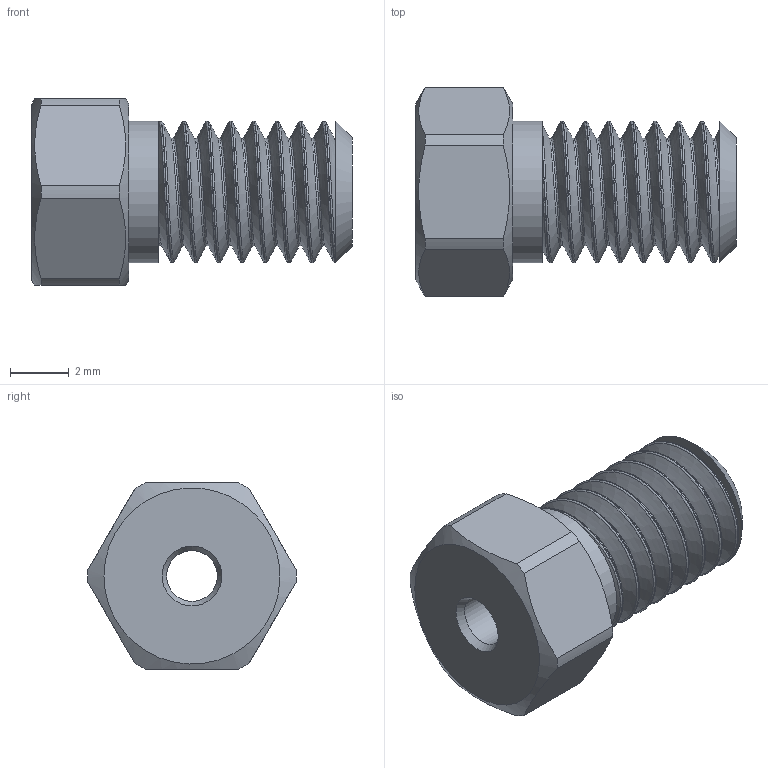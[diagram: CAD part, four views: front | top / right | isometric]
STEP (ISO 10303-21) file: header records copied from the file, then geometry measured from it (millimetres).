
FILE_DESCRIPTION((''),'2;1');
FILE_NAME('310101-ZN1 Internal nut.stp','2013-08-22T09:28:35',('Franzp'),(''),'Autodesk Inventor 2013','Autodesk Inventor 2013','');
FILE_SCHEMA(('AUTOMOTIVE_DESIGN { 1 0 10303 214 1 1 1 1 }'));
Length unit declared in the file: millimetre
Products named in the file (1): 311900
Bounding box: 10.92 x 7.1 x 6.35 mm (x, y, z)
Volume: 200.4 mm3; surface area: 517.7 mm2
Topology: 2 solids, 2 shells, 34 faces, 82 edges, 55 vertices
Faces by surface type: plane 13, cylinder 11, bspline 6, cone 4
Full cylindrical faces by diameter (mm): 1.727 x1, 3.649 x2, 4.826 x1
Entity records: 3860 total; most frequent: CARTESIAN_POINT 3147, ORIENTED_EDGE 140, DIRECTION 124, EDGE_CURVE 70, AXIS2_PLACEMENT_3D 56, VERTEX_POINT 51, EDGE_LOOP 49, FACE_OUTER_BOUND 34
